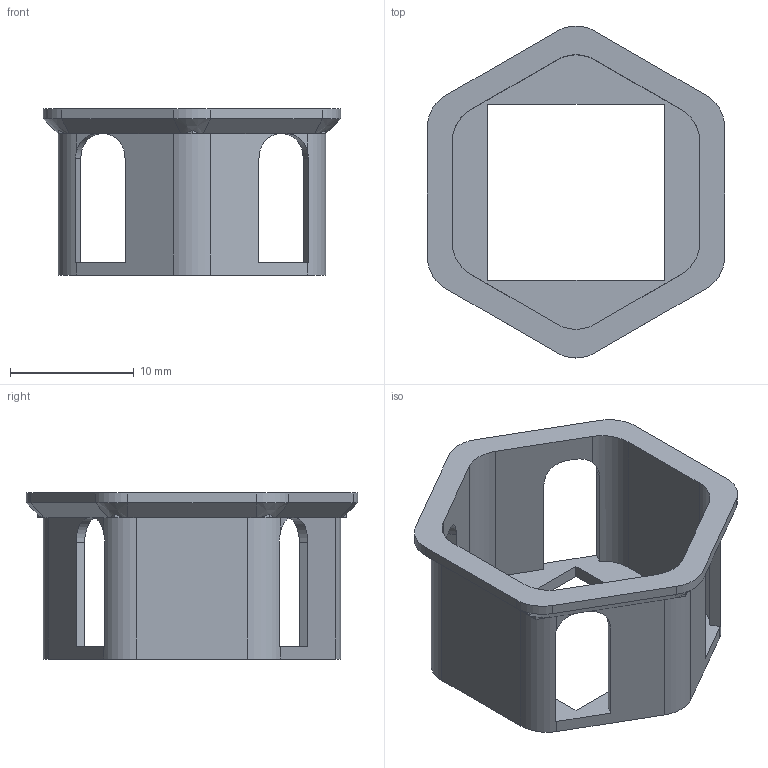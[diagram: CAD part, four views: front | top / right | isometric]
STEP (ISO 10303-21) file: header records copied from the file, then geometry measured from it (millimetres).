
FILE_DESCRIPTION(/* description */ (''),/* implementation_level */ '2;1');
FILE_NAME(/* name */ 'base.step',/* time_stamp */ '2020-02-03T01:03:42+01:00',/* author */ (''),/* organization */ (''),/* preprocessor_version */ 'ST-DEVELOPER v18',/* originating_system */ 'Autodesk Translation Framework v8.12.0.6',/* authorisation */ '');
FILE_SCHEMA (('AUTOMOTIVE_DESIGN { 1 0 10303 214 3 1 1 }'));
Length unit declared in the file: millimetre
Products named in the file (1): Base
Bounding box: 24 x 26.78 x 13.4 mm (x, y, z)
Volume: 898.7 mm3; surface area: 2137.6 mm2
Topology: 1 solids, 1 shells, 97 faces, 274 edges, 172 vertices
Faces by surface type: plane 65, cylinder 26, cone 6
Entity records: 3142 total; most frequent: CARTESIAN_POINT 630, ORIENTED_EDGE 548, DIRECTION 495, EDGE_CURVE 274, LINE 187, VECTOR 187, VERTEX_POINT 172, AXIS2_PLACEMENT_3D 154
